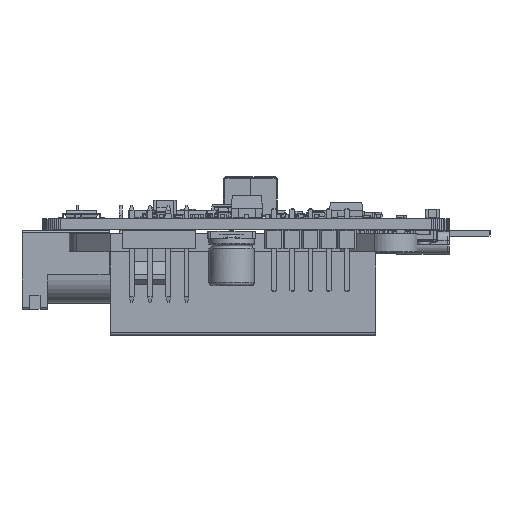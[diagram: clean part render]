
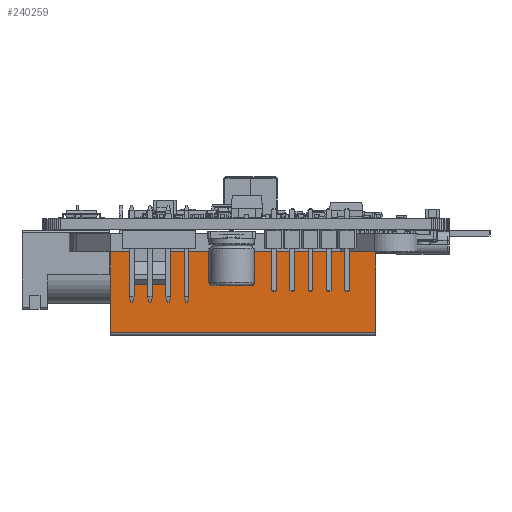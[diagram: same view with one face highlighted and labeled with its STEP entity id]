
A CAD part, front view. The second image highlights one B-rep face of the part: STEP entity #240259.
In plain terms, the highlighted planar face has unit normal (0, -1, 0).
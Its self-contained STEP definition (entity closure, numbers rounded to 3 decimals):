
#233935 = VERTEX_POINT('',#233936);
#233936 = CARTESIAN_POINT('',(36.9,0.1,13.7));
#233946 = CYLINDRICAL_SURFACE('',#233947,0.4);
#233947 = AXIS2_PLACEMENT_3D('',#233948,#233949,#233950);
#233948 = CARTESIAN_POINT('',(9.3,0.5,13.7));
#233949 = DIRECTION('',(1.,0.,0.));
#233950 = DIRECTION('',(0.,-0.707,0.707));
#233958 = PLANE('',#233959);
#233959 = AXIS2_PLACEMENT_3D('',#233960,#233961,#233962);
#233960 = CARTESIAN_POINT('',(36.9,0.1,2.5));
#233961 = DIRECTION('',(1.,0.,0.));
#233962 = DIRECTION('',(-0.,1.,0.));
#234003 = VERTEX_POINT('',#234004);
#234004 = CARTESIAN_POINT('',(0.1,0.1,13.7));
#234019 = PLANE('',#234020);
#234020 = AXIS2_PLACEMENT_3D('',#234021,#234022,#234023);
#234021 = CARTESIAN_POINT('',(0.1,36.9,2.5));
#234022 = DIRECTION('',(-1.,0.,0.));
#234023 = DIRECTION('',(0.,-1.,0.));
#234035 = EDGE_CURVE('',#234003,#233935,#234036,.T.);
#234036 = SURFACE_CURVE('',#234037,(#234041,#234048),.PCURVE_S1.);
#234037 = LINE('',#234038,#234039);
#234038 = CARTESIAN_POINT('',(9.3,0.1,13.7));
#234039 = VECTOR('',#234040,1.);
#234040 = DIRECTION('',(1.,0.,0.));
#234041 = PCURVE('',#233946,#234042);
#234042 = DEFINITIONAL_REPRESENTATION('',(#234043),#234047);
#234043 = LINE('',#234044,#234045);
#234044 = CARTESIAN_POINT('',(0.785,0.));
#234045 = VECTOR('',#234046,1.);
#234046 = DIRECTION('',(0.,1.));
#234047 = ( GEOMETRIC_REPRESENTATION_CONTEXT(2) 
PARAMETRIC_REPRESENTATION_CONTEXT() REPRESENTATION_CONTEXT('2D SPACE',''
  ) );
#234048 = PCURVE('',#234049,#234054);
#234049 = PLANE('',#234050);
#234050 = AXIS2_PLACEMENT_3D('',#234051,#234052,#234053);
#234051 = CARTESIAN_POINT('',(0.1,0.1,2.5));
#234052 = DIRECTION('',(0.,-1.,0.));
#234053 = DIRECTION('',(1.,0.,0.));
#234054 = DEFINITIONAL_REPRESENTATION('',(#234055),#234059);
#234055 = LINE('',#234056,#234057);
#234056 = CARTESIAN_POINT('',(9.2,11.2));
#234057 = VECTOR('',#234058,1.);
#234058 = DIRECTION('',(1.,0.));
#234059 = ( GEOMETRIC_REPRESENTATION_CONTEXT(2) 
PARAMETRIC_REPRESENTATION_CONTEXT() REPRESENTATION_CONTEXT('2D SPACE',''
  ) );
#234141 = EDGE_CURVE('',#234142,#233935,#234144,.T.);
#234142 = VERTEX_POINT('',#234143);
#234143 = CARTESIAN_POINT('',(36.9,0.1,2.5));
#234144 = SURFACE_CURVE('',#234145,(#234149,#234156),.PCURVE_S1.);
#234145 = LINE('',#234146,#234147);
#234146 = CARTESIAN_POINT('',(36.9,0.1,2.5));
#234147 = VECTOR('',#234148,1.);
#234148 = DIRECTION('',(0.,0.,1.));
#234149 = PCURVE('',#233958,#234150);
#234150 = DEFINITIONAL_REPRESENTATION('',(#234151),#234155);
#234151 = LINE('',#234152,#234153);
#234152 = CARTESIAN_POINT('',(0.,0.));
#234153 = VECTOR('',#234154,1.);
#234154 = DIRECTION('',(0.,1.));
#234155 = ( GEOMETRIC_REPRESENTATION_CONTEXT(2) 
PARAMETRIC_REPRESENTATION_CONTEXT() REPRESENTATION_CONTEXT('2D SPACE',''
  ) );
#234156 = PCURVE('',#234049,#234157);
#234157 = DEFINITIONAL_REPRESENTATION('',(#234158),#234162);
#234158 = LINE('',#234159,#234160);
#234159 = CARTESIAN_POINT('',(36.8,0.));
#234160 = VECTOR('',#234161,1.);
#234161 = DIRECTION('',(0.,1.));
#234162 = ( GEOMETRIC_REPRESENTATION_CONTEXT(2) 
PARAMETRIC_REPRESENTATION_CONTEXT() REPRESENTATION_CONTEXT('2D SPACE',''
  ) );
#234180 = PLANE('',#234181);
#234181 = AXIS2_PLACEMENT_3D('',#234182,#234183,#234184);
#234182 = CARTESIAN_POINT('',(18.5,18.5,2.5));
#234183 = DIRECTION('',(0.,0.,1.));
#234184 = DIRECTION('',(1.,0.,-0.));
#234331 = VERTEX_POINT('',#234332);
#234332 = CARTESIAN_POINT('',(0.1,0.1,2.5));
#234353 = EDGE_CURVE('',#234331,#234003,#234354,.T.);
#234354 = SURFACE_CURVE('',#234355,(#234359,#234366),.PCURVE_S1.);
#234355 = LINE('',#234356,#234357);
#234356 = CARTESIAN_POINT('',(0.1,0.1,2.5));
#234357 = VECTOR('',#234358,1.);
#234358 = DIRECTION('',(0.,0.,1.));
#234359 = PCURVE('',#234019,#234360);
#234360 = DEFINITIONAL_REPRESENTATION('',(#234361),#234365);
#234361 = LINE('',#234362,#234363);
#234362 = CARTESIAN_POINT('',(36.8,0.));
#234363 = VECTOR('',#234364,1.);
#234364 = DIRECTION('',(0.,1.));
#234365 = ( GEOMETRIC_REPRESENTATION_CONTEXT(2) 
PARAMETRIC_REPRESENTATION_CONTEXT() REPRESENTATION_CONTEXT('2D SPACE',''
  ) );
#234366 = PCURVE('',#234049,#234367);
#234367 = DEFINITIONAL_REPRESENTATION('',(#234368),#234372);
#234368 = LINE('',#234369,#234370);
#234369 = CARTESIAN_POINT('',(0.,0.));
#234370 = VECTOR('',#234371,1.);
#234371 = DIRECTION('',(0.,1.));
#234372 = ( GEOMETRIC_REPRESENTATION_CONTEXT(2) 
PARAMETRIC_REPRESENTATION_CONTEXT() REPRESENTATION_CONTEXT('2D SPACE',''
  ) );
#239564 = EDGE_CURVE('',#234142,#234331,#239565,.T.);
#239565 = SURFACE_CURVE('',#239566,(#239570,#239577),.PCURVE_S1.);
#239566 = LINE('',#239567,#239568);
#239567 = CARTESIAN_POINT('',(9.3,0.1,2.5));
#239568 = VECTOR('',#239569,1.);
#239569 = DIRECTION('',(-1.,0.,0.));
#239570 = PCURVE('',#234180,#239571);
#239571 = DEFINITIONAL_REPRESENTATION('',(#239572),#239576);
#239572 = LINE('',#239573,#239574);
#239573 = CARTESIAN_POINT('',(-9.2,-18.4));
#239574 = VECTOR('',#239575,1.);
#239575 = DIRECTION('',(-1.,0.));
#239576 = ( GEOMETRIC_REPRESENTATION_CONTEXT(2) 
PARAMETRIC_REPRESENTATION_CONTEXT() REPRESENTATION_CONTEXT('2D SPACE',''
  ) );
#239577 = PCURVE('',#234049,#239578);
#239578 = DEFINITIONAL_REPRESENTATION('',(#239579),#239583);
#239579 = LINE('',#239580,#239581);
#239580 = CARTESIAN_POINT('',(9.2,0.));
#239581 = VECTOR('',#239582,1.);
#239582 = DIRECTION('',(-1.,0.));
#239583 = ( GEOMETRIC_REPRESENTATION_CONTEXT(2) 
PARAMETRIC_REPRESENTATION_CONTEXT() REPRESENTATION_CONTEXT('2D SPACE',''
  ) );
#240259 = ADVANCED_FACE('',(#240260),#234049,.T.);
#240260 = FACE_BOUND('',#240261,.T.);
#240261 = EDGE_LOOP('',(#240262,#240263,#240264,#240265));
#240262 = ORIENTED_EDGE('',*,*,#234035,.F.);
#240263 = ORIENTED_EDGE('',*,*,#234353,.F.);
#240264 = ORIENTED_EDGE('',*,*,#239564,.F.);
#240265 = ORIENTED_EDGE('',*,*,#234141,.T.);
